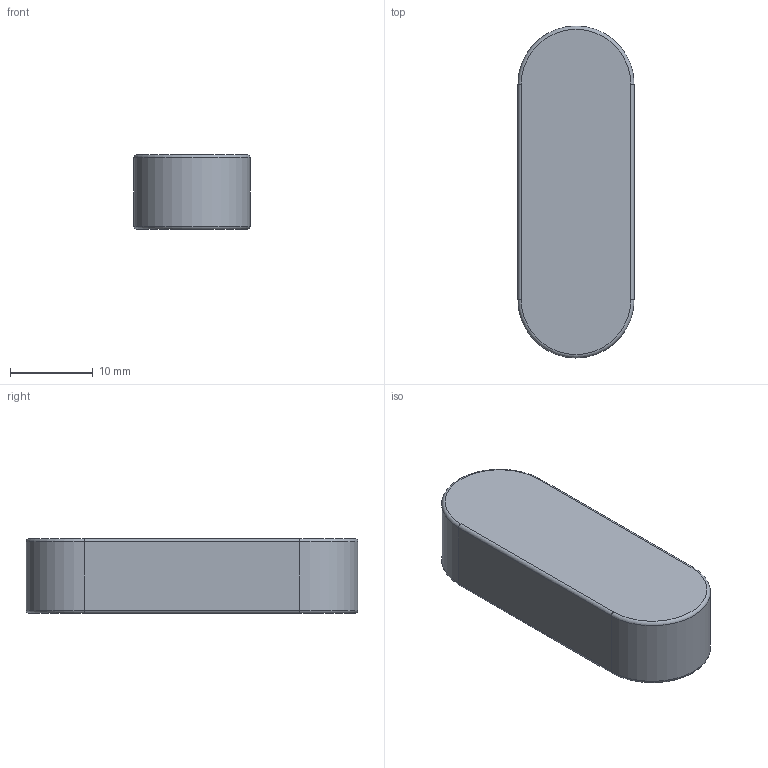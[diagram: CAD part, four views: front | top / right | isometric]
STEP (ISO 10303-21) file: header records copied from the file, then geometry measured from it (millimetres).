
FILE_DESCRIPTION(('CATIA V5 STEP Exchange'),'2;1');
FILE_NAME('Pana.stp','2024-03-02T21:18:40+00:00',('none'),('none'),'CATIA Version 5 Release 21 GA (IN-10)','CATIA V5 STEP AP203','none');
FILE_SCHEMA(('CONFIG_CONTROL_DESIGN'));
Length unit declared in the file: millimetre
Products named in the file (1): Pana
Bounding box: 14 x 40 x 9 mm (x, y, z)
Volume: 4654.9 mm3; surface area: 1866.6 mm2
Topology: 1 solids, 1 shells, 14 faces, 28 edges, 16 vertices
Faces by surface type: cylinder 6, plane 4, torus 4
Entity records: 394 total; most frequent: CARTESIAN_POINT 60, DIRECTION 58, ORIENTED_EDGE 56, AXIS2_PLACEMENT_3D 32, EDGE_CURVE 28, CIRCLE 16, VERTEX_POINT 16, ADVANCED_FACE 14
